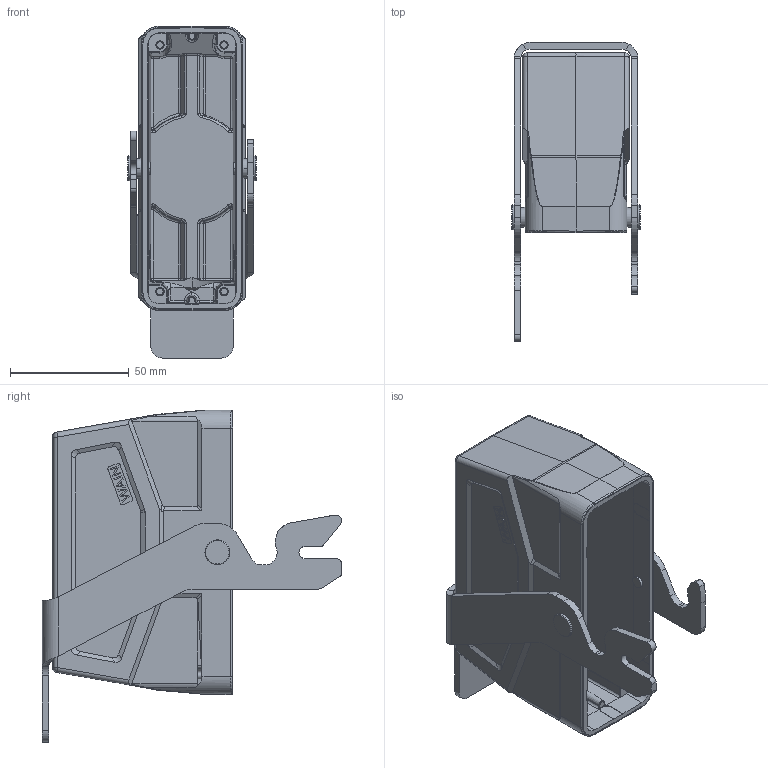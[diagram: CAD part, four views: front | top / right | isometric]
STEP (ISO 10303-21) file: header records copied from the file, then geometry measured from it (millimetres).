
FILE_DESCRIPTION((''),'2;1');
FILE_NAME('3D_1111245295001_W24B-SEH-1L_B-','2023-12-07T',('p.yu'),(''),'PRO/ENGINEER BY PARAMETRIC TECHNOLOGY CORPORATION, 2012480','PRO/ENGINEER BY PARAMETRIC TECHNOLOGY CORPORATION, 2012480','');
FILE_SCHEMA(('CONFIG_CONTROL_DESIGN'));
Length unit declared in the file: millimetre
Products named in the file (1): 3D_1111245295001_W24B-SEH-1L_B-
Bounding box: 54.2 x 126.21 x 140 mm (x, y, z)
Volume: 116289 mm3; surface area: 69313.5 mm2
Topology: 1 solids, 1 shells, 617 faces, 1614 edges, 1005 vertices
Faces by surface type: plane 260, cylinder 202, bspline 68, torus 24, sphere 23, extrusion 20, cone 20
Entity records: 22970 total; most frequent: CARTESIAN_POINT 8614, ORIENTED_EDGE 3182, DIRECTION 2666, EDGE_CURVE 1591, VERTEX_POINT 1005, AXIS2_PLACEMENT_3D 895, VECTOR 876, LINE 856
